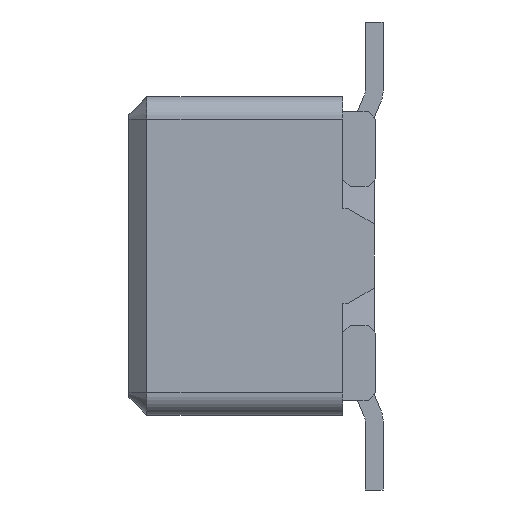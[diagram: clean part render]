
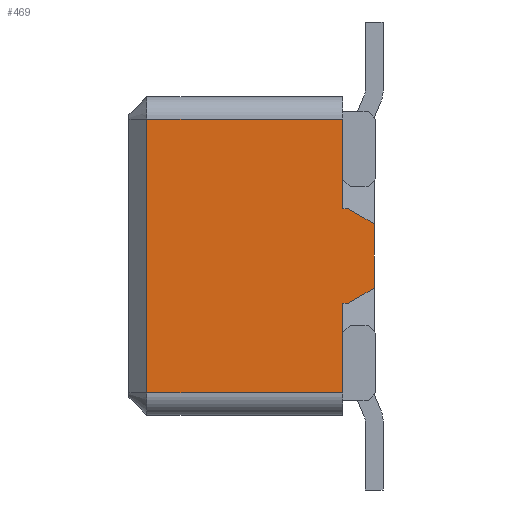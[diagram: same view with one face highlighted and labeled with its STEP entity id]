
A CAD part, left-side view. The second image highlights one B-rep face of the part: STEP entity #469.
In plain terms, the highlighted planar face has unit normal (-1, 0, 0).
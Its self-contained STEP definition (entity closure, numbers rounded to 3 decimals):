
#469=ADVANCED_FACE('',(#2170),#2171,.T.);
#2170=FACE_OUTER_BOUND('',#4910,.T.);
#2171=PLANE('',#4911);
#4910=EDGE_LOOP('',(#9690,#9691,#9692,#9693,#9694,#9695,#9696,#9697,#9698,#9699));
#4911=AXIS2_PLACEMENT_3D('',#9700,#9701,#9702);
#9690=ORIENTED_EDGE('',*,*,#20116,.T.);
#9691=ORIENTED_EDGE('',*,*,#20117,.T.);
#9692=ORIENTED_EDGE('',*,*,#20118,.T.);
#9693=ORIENTED_EDGE('',*,*,#20119,.T.);
#9694=ORIENTED_EDGE('',*,*,#20120,.T.);
#9695=ORIENTED_EDGE('',*,*,#19411,.F.);
#9696=ORIENTED_EDGE('',*,*,#20115,.F.);
#9697=ORIENTED_EDGE('',*,*,#20121,.T.);
#9698=ORIENTED_EDGE('',*,*,#20122,.F.);
#9699=ORIENTED_EDGE('',*,*,#19182,.T.);
#9700=CARTESIAN_POINT('',(-5.0,0.82,-1.065));
#9701=DIRECTION('',(-1.0,0.0,0.0));
#9702=DIRECTION('',(0.0,0.0,1.0));
#19182=EDGE_CURVE('',#23459,#23457,#23460,.T.);
#19411=EDGE_CURVE('',#23886,#23888,#23889,.T.);
#20115=EDGE_CURVE('',#25088,#23886,#25091,.T.);
#20116=EDGE_CURVE('',#23457,#25092,#25093,.T.);
#20117=EDGE_CURVE('',#25092,#25094,#25095,.T.);
#20118=EDGE_CURVE('',#25094,#25096,#25097,.T.);
#20119=EDGE_CURVE('',#25096,#25098,#25099,.T.);
#20120=EDGE_CURVE('',#25098,#23888,#25100,.T.);
#20121=EDGE_CURVE('',#25088,#25101,#25102,.T.);
#20122=EDGE_CURVE('',#23459,#25101,#25103,.T.);
#23457=VERTEX_POINT('',#29897);
#23459=VERTEX_POINT('',#29900);
#23460=LINE('',#29901,#29902);
#23886=VERTEX_POINT('',#30550);
#23888=VERTEX_POINT('',#30552);
#23889=LINE('',#30553,#30554);
#25088=VERTEX_POINT('',#32324);
#25091=LINE('',#32328,#32329);
#25092=VERTEX_POINT('',#32330);
#25093=LINE('',#32331,#32332);
#25094=VERTEX_POINT('',#32333);
#25095=LINE('',#32334,#32335);
#25096=VERTEX_POINT('',#32336);
#25097=LINE('',#32337,#32338);
#25098=VERTEX_POINT('',#32339);
#25099=LINE('',#32340,#32341);
#25100=LINE('',#32342,#32343);
#25101=VERTEX_POINT('',#32344);
#25102=LINE('',#32345,#32346);
#25103=LINE('',#32347,#32348);
#29897=CARTESIAN_POINT('',(-5.0,-0.61,-0.315));
#29900=CARTESIAN_POINT('',(-5.0,-0.61,-0.915));
#29901=CARTESIAN_POINT('',(-5.0,-0.61,-0.915));
#29902=VECTOR('',#38768,0.6);
#30550=CARTESIAN_POINT('',(-5.0,-0.61,0.915));
#30552=CARTESIAN_POINT('',(-5.0,-0.61,0.315));
#30553=CARTESIAN_POINT('',(-5.0,-0.61,0.915));
#30554=VECTOR('',#39009,0.6);
#32324=CARTESIAN_POINT('',(-5.0,0.7,0.915));
#32328=CARTESIAN_POINT('',(-5.,0.7,0.915));
#32329=VECTOR('',#39975,1.31);
#32330=CARTESIAN_POINT('',(-5.0,-0.65,-0.315));
#32331=CARTESIAN_POINT('',(-5.0,-0.61,-0.315));
#32332=VECTOR('',#39976,0.04);
#32333=CARTESIAN_POINT('',(-5.0,-0.82,-0.215));
#32334=CARTESIAN_POINT('',(-5.0,-0.65,-0.315));
#32335=VECTOR('',#39977,0.197);
#32336=CARTESIAN_POINT('',(-5.0,-0.82,0.215));
#32337=CARTESIAN_POINT('',(-5.0,-0.82,-0.215));
#32338=VECTOR('',#39978,0.43);
#32339=CARTESIAN_POINT('',(-5.0,-0.65,0.315));
#32340=CARTESIAN_POINT('',(-5.0,-0.82,0.215));
#32341=VECTOR('',#39979,0.197);
#32342=CARTESIAN_POINT('',(-5.0,-0.65,0.315));
#32343=VECTOR('',#39980,0.04);
#32344=CARTESIAN_POINT('',(-5.,0.7,-0.915));
#32345=CARTESIAN_POINT('',(-5.,0.7,0.915));
#32346=VECTOR('',#39981,1.83);
#32347=CARTESIAN_POINT('',(-5.0,-0.61,-0.915));
#32348=VECTOR('',#39982,1.31);
#38768=DIRECTION('',(0.0,0.0,1.0));
#39009=DIRECTION('',(0.0,0.0,-1.0));
#39975=DIRECTION('',(0.,-1.,0.));
#39976=DIRECTION('',(0.0,-1.0,0.0));
#39977=DIRECTION('',(0.0,-0.862,0.507));
#39978=DIRECTION('',(0.0,0.0,1.0));
#39979=DIRECTION('',(0.0,0.862,0.507));
#39980=DIRECTION('',(0.0,1.0,0.0));
#39981=DIRECTION('',(0.0,0.0,-1.0));
#39982=DIRECTION('',(0.,1.,0.));
